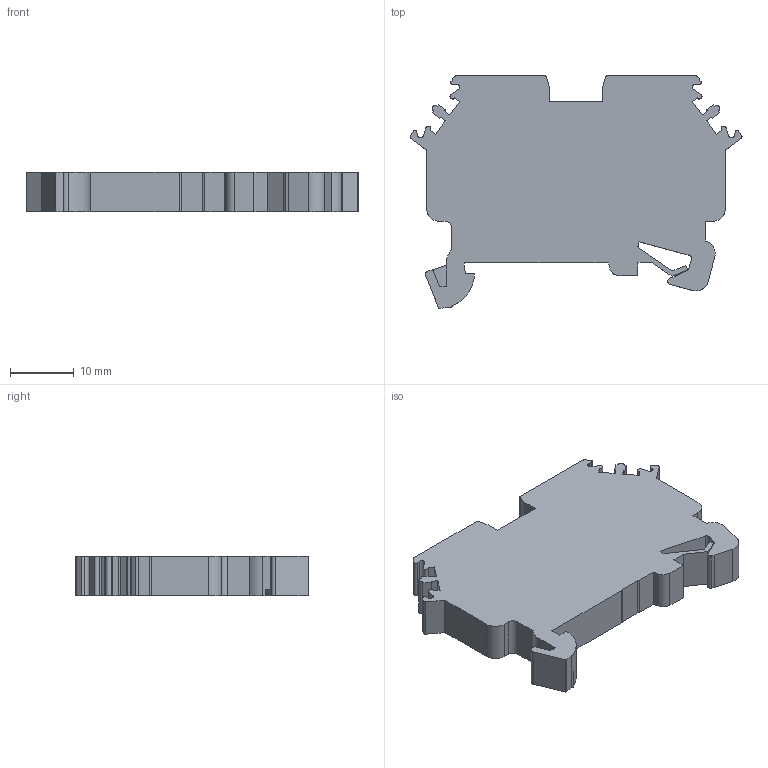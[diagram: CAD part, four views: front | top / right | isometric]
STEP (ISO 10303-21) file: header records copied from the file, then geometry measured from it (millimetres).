
FILE_DESCRIPTION((''),'2;1');
FILE_NAME('PRT0001','2024-02-28T',('dell'),(''),'PRO/ENGINEER BY PARAMETRIC TECHNOLOGY CORPORATION, 2013230','PRO/ENGINEER BY PARAMETRIC TECHNOLOGY CORPORATION, 2013230','');
FILE_SCHEMA(('AUTOMOTIVE_DESIGN { 1 0 10303 214 1 1 1 1 }'));
Length unit declared in the file: millimetre
Products named in the file (1): PRT0001
Bounding box: 52 x 36.4 x 6.2 mm (x, y, z)
Volume: 7169 mm3; surface area: 4945.3 mm2
Topology: 1 solids, 1 shells, 155 faces, 444 edges, 296 vertices
Faces by surface type: plane 110, cylinder 45
Entity records: 5137 total; most frequent: CARTESIAN_POINT 939, ORIENTED_EDGE 888, DIRECTION 828, EDGE_CURVE 444, VECTOR 354, LINE 354, VERTEX_POINT 296, AXIS2_PLACEMENT_3D 237
